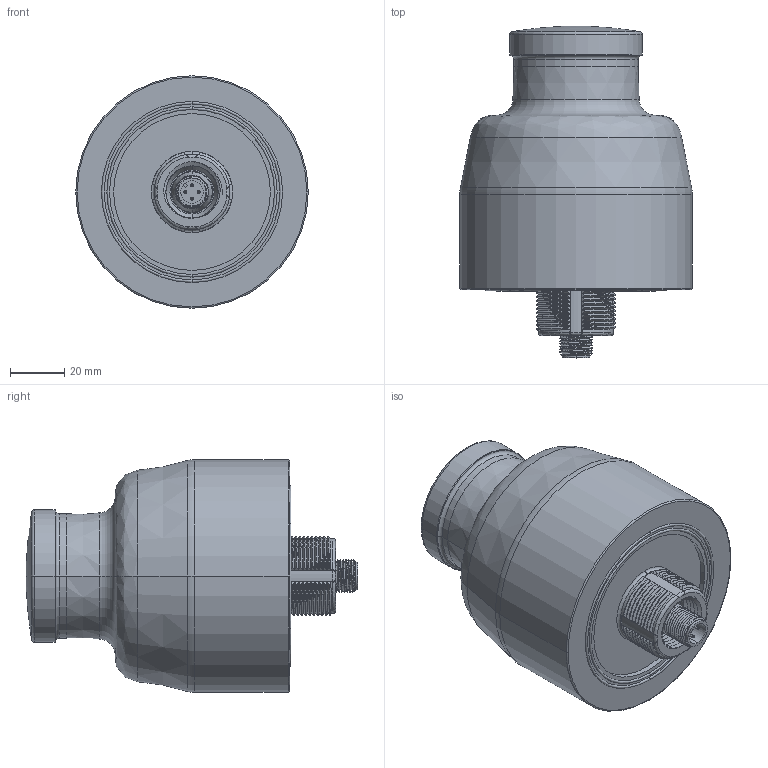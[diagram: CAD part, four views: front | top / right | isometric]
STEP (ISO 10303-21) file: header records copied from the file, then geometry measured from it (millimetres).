
FILE_DESCRIPTION((''),'2;1');
FILE_NAME('192625_ASM','2016-09-09T',('pdmadmin'),('BANNER ENGINEERING'),'PRO/ENGINEER BY PARAMETRIC TECHNOLOGY CORPORATION, 2016100','PRO/ENGINEER BY PARAMETRIC TECHNOLOGY CORPORATION, 2016100','');
FILE_SCHEMA(('CONFIG_CONTROL_DESIGN'));
Products named in the file (14): 159982; 160390; 159984; 159887_BODY; 159887_HANDLE; 159887_LOCK_NUT; 159887_C_M; 159887_XW9Z_VL2M_; 159887_ASM; 141960; 188201; 162430_ASM; 190130; 192625_ASM
Assembly tree (13 placements, depth 4):
  192625_ASM
    162430_ASM
      159982
      160390
      159984
      159887_ASM
        159887_BODY
        159887_HANDLE
        159887_LOCK_NUT
        159887_C_M
        159887_XW9Z_VL2M_
      141960
      188201
    190130
Bounding box: 86 x 122.8 x 86 mm (x, y, z)
Volume: 202026.2 mm3; surface area: 134671.3 mm2
Topology: 8 solids, 11 shells, 2637 faces, 6862 edges, 4124 vertices
Faces by surface type: cylinder 883, plane 764, bspline 409, torus 328, sphere 107, cone 97, extrusion 25, revolution 24
Entity records: 144311 total; most frequent: CARTESIAN_POINT 82834, ORIENTED_EDGE 13346, DIRECTION 12106, EDGE_CURVE 6763, AXIS2_PLACEMENT_3D 4506, VERTEX_POINT 4118, VECTOR 3070, LINE 3045
